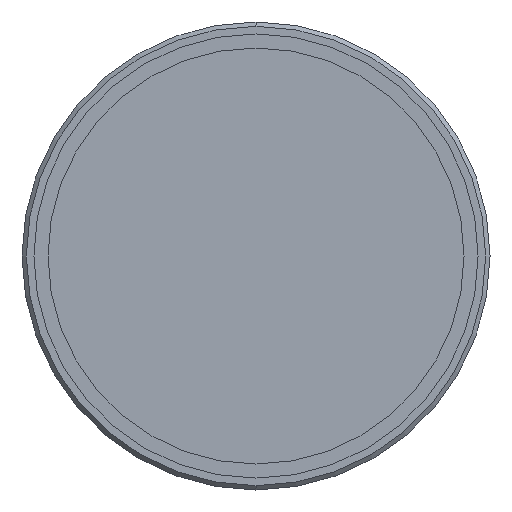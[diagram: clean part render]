
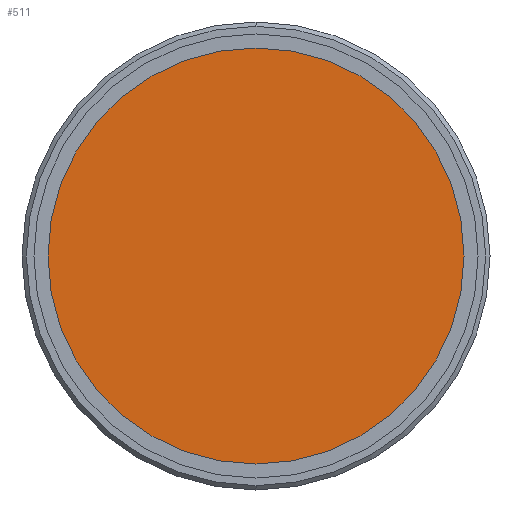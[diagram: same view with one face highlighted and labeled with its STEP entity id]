
A CAD part, left-side view. The second image highlights one B-rep face of the part: STEP entity #511.
In plain terms, the highlighted planar face has unit normal (-1, 0, 0).
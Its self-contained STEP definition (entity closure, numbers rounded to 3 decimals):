
#11 = ORIENTED_EDGE ( 'NONE', *, *, #166, .T. ) ;
#20 = CARTESIAN_POINT ( 'NONE',  ( 2.537, 0., 0. ) ) ;
#51 = CIRCLE ( 'NONE', #452, 24. ) ;
#52 = DIRECTION ( 'NONE',  ( -1., 0., 0. ) ) ;
#54 = DIRECTION ( 'NONE',  ( 0., 0., 1. ) ) ;
#60 = EDGE_LOOP ( 'NONE', ( #470, #11 ) ) ;
#77 = FACE_OUTER_BOUND ( 'NONE', #60, .T. ) ;
#135 = CARTESIAN_POINT ( 'NONE',  ( 2.537, 24., 0. ) ) ;
#137 = VERTEX_POINT ( 'NONE', #414 ) ;
#144 = AXIS2_PLACEMENT_3D ( 'NONE', #135, #52, #320 ) ;
#166 = EDGE_CURVE ( 'NONE', #220, #137, #51, .T. ) ;
#220 = VERTEX_POINT ( 'NONE', #264 ) ;
#223 = AXIS2_PLACEMENT_3D ( 'NONE', #229, #359, #54 ) ;
#229 = CARTESIAN_POINT ( 'NONE',  ( 2.537, 0., 0. ) ) ;
#258 = CIRCLE ( 'NONE', #223, 24. ) ;
#264 = CARTESIAN_POINT ( 'NONE',  ( 2.537, 0., -24. ) ) ;
#282 = PLANE ( 'NONE',  #144 ) ;
#290 = EDGE_CURVE ( 'NONE', #137, #220, #258, .T. ) ;
#302 = DIRECTION ( 'NONE',  ( 0., 0., 1. ) ) ;
#306 = DIRECTION ( 'NONE',  ( -1., 0., 0. ) ) ;
#320 = DIRECTION ( 'NONE',  ( 0., 0., 1. ) ) ;
#359 = DIRECTION ( 'NONE',  ( -1., 0., 0. ) ) ;
#414 = CARTESIAN_POINT ( 'NONE',  ( 2.537, 0., 24. ) ) ;
#452 = AXIS2_PLACEMENT_3D ( 'NONE', #20, #306, #302 ) ;
#470 = ORIENTED_EDGE ( 'NONE', *, *, #290, .T. ) ;
#511 = ADVANCED_FACE ( 'NONE', ( #77 ), #282, .T. ) ;
